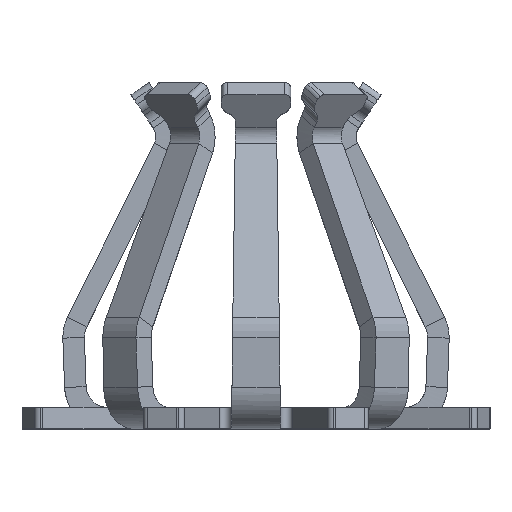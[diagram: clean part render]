
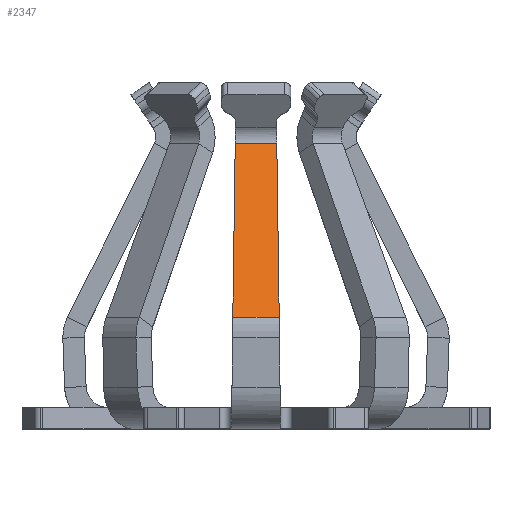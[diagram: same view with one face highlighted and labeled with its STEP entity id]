
A CAD part, top view. The second image highlights one B-rep face of the part: STEP entity #2347.
In plain terms, the highlighted planar face has unit normal (0, 0.447, 0.894).
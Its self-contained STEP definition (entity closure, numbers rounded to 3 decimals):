
#37 = EDGE_LOOP ( 'NONE', ( #9340, #2660, #3735, #621 ) ) ;
#280 = DIRECTION ( 'NONE',  ( -0.012, -0.894, 0.447 ) ) ;
#520 = DIRECTION ( 'NONE',  ( -1., 0., 0. ) ) ;
#621 = ORIENTED_EDGE ( 'NONE', *, *, #10698, .T. ) ;
#719 = PLANE ( 'NONE',  #8576 ) ;
#765 = CARTESIAN_POINT ( 'NONE',  ( -0.675, 9.276, 3.303 ) ) ;
#1587 = VECTOR ( 'NONE', #280, 1000. ) ;
#1594 = VERTEX_POINT ( 'NONE', #1755 ) ;
#1755 = CARTESIAN_POINT ( 'NONE',  ( -0.754, 3.626, 6.128 ) ) ;
#2347 = ADVANCED_FACE ( 'NONE', ( #6758 ), #719, .T. ) ;
#2451 = DIRECTION ( 'NONE',  ( 0., 0.447, 0.894 ) ) ;
#2660 = ORIENTED_EDGE ( 'NONE', *, *, #8815, .F. ) ;
#2675 = CARTESIAN_POINT ( 'NONE',  ( 0.65, 11.067, 2.407 ) ) ;
#3034 = EDGE_CURVE ( 'NONE', #4071, #11558, #5913, .T. ) ;
#3201 = CARTESIAN_POINT ( 'NONE',  ( 0.675, 9.276, 3.303 ) ) ;
#3735 = ORIENTED_EDGE ( 'NONE', *, *, #3034, .T. ) ;
#4071 = VERTEX_POINT ( 'NONE', #5961 ) ;
#4177 = CARTESIAN_POINT ( 'NONE',  ( 0.8, 9.276, 3.303 ) ) ;
#5382 = DIRECTION ( 'NONE',  ( 0., -0.894, 0.447 ) ) ;
#5421 = VECTOR ( 'NONE', #8100, 1000. ) ;
#5913 = LINE ( 'NONE', #2675, #8080 ) ;
#5961 = CARTESIAN_POINT ( 'NONE',  ( 0.754, 3.626, 6.128 ) ) ;
#6231 = CARTESIAN_POINT ( 'NONE',  ( 0.8, 3.626, 6.128 ) ) ;
#6274 = LINE ( 'NONE', #7837, #1587 ) ;
#6566 = LINE ( 'NONE', #4177, #9645 ) ;
#6758 = FACE_OUTER_BOUND ( 'NONE', #37, .T. ) ;
#7837 = CARTESIAN_POINT ( 'NONE',  ( -0.8, 0.306, 7.788 ) ) ;
#7880 = LINE ( 'NONE', #11913, #5421 ) ;
#8080 = VECTOR ( 'NONE', #11098, 1000. ) ;
#8100 = DIRECTION ( 'NONE',  ( -1., 0., 0. ) ) ;
#8576 = AXIS2_PLACEMENT_3D ( 'NONE', #6231, #2451, #5382 ) ;
#8815 = EDGE_CURVE ( 'NONE', #4071, #1594, #7880, .T. ) ;
#9106 = VERTEX_POINT ( 'NONE', #765 ) ;
#9340 = ORIENTED_EDGE ( 'NONE', *, *, #9495, .T. ) ;
#9495 = EDGE_CURVE ( 'NONE', #9106, #1594, #6274, .T. ) ;
#9645 = VECTOR ( 'NONE', #520, 1000. ) ;
#10698 = EDGE_CURVE ( 'NONE', #11558, #9106, #6566, .T. ) ;
#11098 = DIRECTION ( 'NONE',  ( -0.012, 0.894, -0.447 ) ) ;
#11558 = VERTEX_POINT ( 'NONE', #3201 ) ;
#11913 = CARTESIAN_POINT ( 'NONE',  ( 0.8, 3.626, 6.128 ) ) ;
